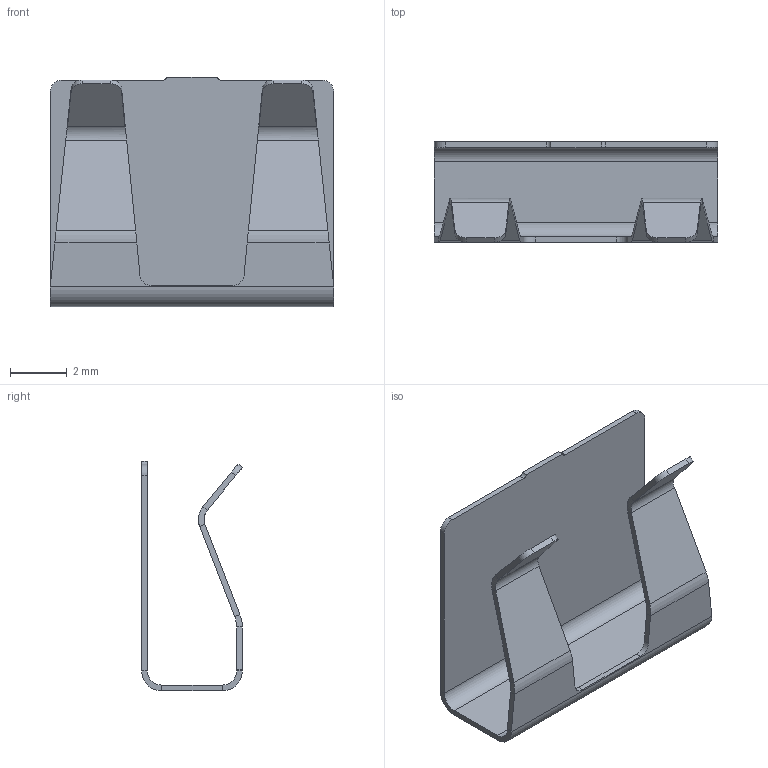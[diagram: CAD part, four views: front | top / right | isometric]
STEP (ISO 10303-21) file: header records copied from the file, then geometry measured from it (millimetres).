
FILE_DESCRIPTION (( 'STEP AP214' ), '1' );
FILE_NAME ('S8131-46R.STEP', '2020-02-23T17:11:06', ( '' ), ( '' ), 'SwSTEP 2.0', 'SolidWorks 2019', '' );
FILE_SCHEMA (( 'AUTOMOTIVE_DESIGN' ));
Length unit declared in the file: inch
Products named in the file (1): S8131-46R
Bounding box: 10 x 3.55 x 8.1 mm (x, y, z)
Volume: 30.5 mm3; surface area: 318.6 mm2
Topology: 1 solids, 1 shells, 72 faces, 162 edges, 92 vertices
Faces by surface type: plane 42, cylinder 22, bspline 8
Entity records: 2050 total; most frequent: CARTESIAN_POINT 495, ORIENTED_EDGE 324, DIRECTION 288, EDGE_CURVE 162, VECTOR 102, LINE 102, AXIS2_PLACEMENT_3D 93, VERTEX_POINT 92
